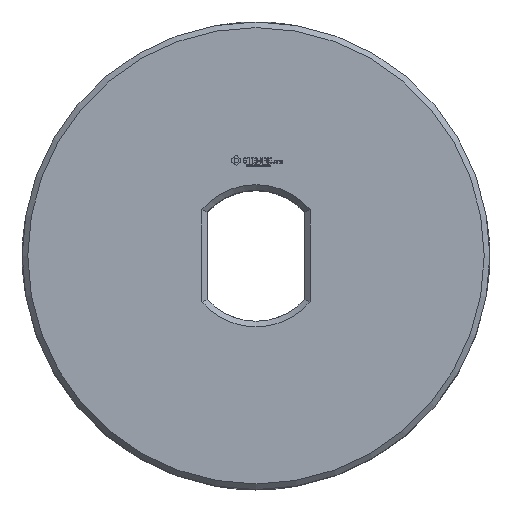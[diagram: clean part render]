
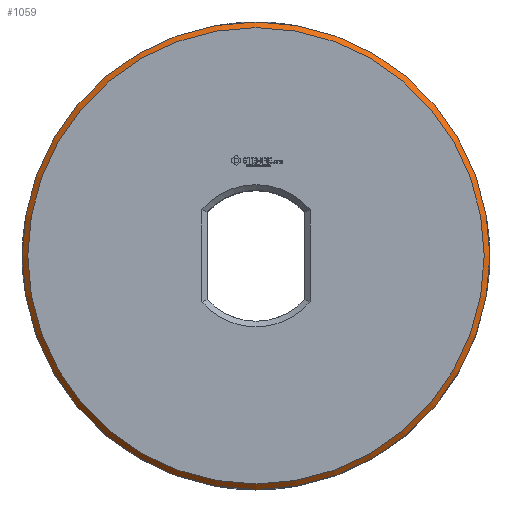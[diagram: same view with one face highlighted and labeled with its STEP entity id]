
A CAD part, top view. The second image highlights one B-rep face of the part: STEP entity #1059.
In plain terms, the highlighted conical face has half-angle 45 degrees and reference radius 12.5 mm.
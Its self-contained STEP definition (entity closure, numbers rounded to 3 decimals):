
#196 = VERTEX_POINT('',#197);
#197 = CARTESIAN_POINT('',(12.5,0.,12.2));
#203 = EDGE_CURVE('',#196,#196,#204,.T.);
#204 = CIRCLE('',#205,12.5);
#205 = AXIS2_PLACEMENT_3D('',#206,#207,#208);
#206 = CARTESIAN_POINT('',(0.,0.,12.2));
#207 = DIRECTION('',(0.,0.,1.));
#208 = DIRECTION('',(1.,0.,0.));
#1059 = ADVANCED_FACE('',(#1060),#1079,.T.);
#1060 = FACE_BOUND('',#1061,.T.);
#1061 = EDGE_LOOP('',(#1062,#1070,#1071,#1072));
#1062 = ORIENTED_EDGE('',*,*,#1063,.F.);
#1063 = EDGE_CURVE('',#196,#1064,#1066,.T.);
#1064 = VERTEX_POINT('',#1065);
#1065 = CARTESIAN_POINT('',(12.2,0.,12.5));
#1066 = LINE('',#1067,#1068);
#1067 = CARTESIAN_POINT('',(12.5,0.,12.2));
#1068 = VECTOR('',#1069,1.);
#1069 = DIRECTION('',(-0.707,0.,0.707));
#1070 = ORIENTED_EDGE('',*,*,#203,.T.);
#1071 = ORIENTED_EDGE('',*,*,#1063,.T.);
#1072 = ORIENTED_EDGE('',*,*,#1073,.F.);
#1073 = EDGE_CURVE('',#1064,#1064,#1074,.T.);
#1074 = CIRCLE('',#1075,12.2);
#1075 = AXIS2_PLACEMENT_3D('',#1076,#1077,#1078);
#1076 = CARTESIAN_POINT('',(0.,0.,12.5));
#1077 = DIRECTION('',(0.,0.,1.));
#1078 = DIRECTION('',(1.,0.,0.));
#1079 = CONICAL_SURFACE('',#1080,12.5,0.785);
#1080 = AXIS2_PLACEMENT_3D('',#1081,#1082,#1083);
#1081 = CARTESIAN_POINT('',(0.,0.,12.2));
#1082 = DIRECTION('',(-0.,-0.,-1.));
#1083 = DIRECTION('',(1.,0.,0.));
